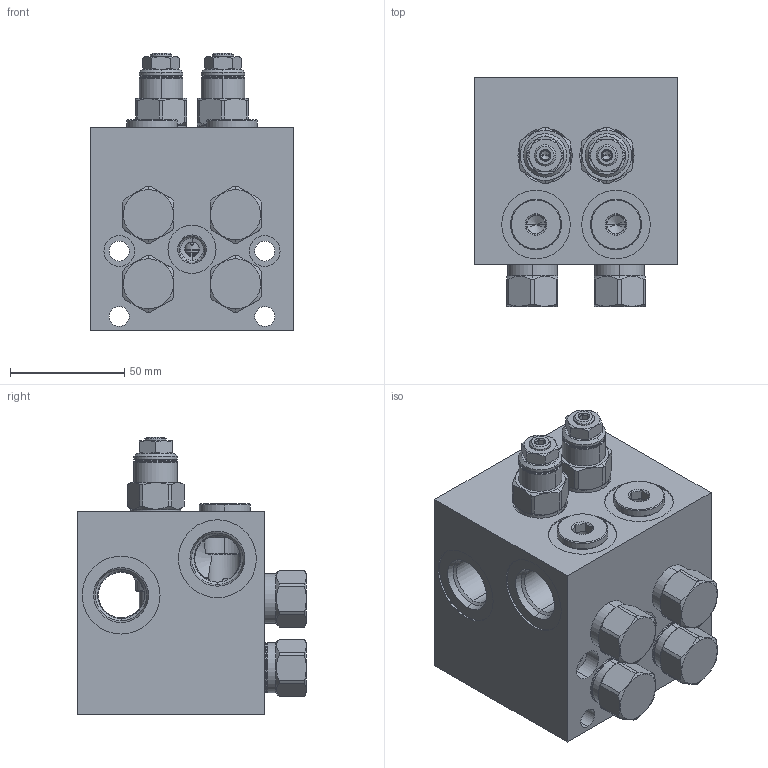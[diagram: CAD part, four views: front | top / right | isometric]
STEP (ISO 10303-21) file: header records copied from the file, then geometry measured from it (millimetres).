
FILE_DESCRIPTION((''),'2;1');
FILE_NAME('YCCKLHNAK_ASM','2024-05-29T',('ProEService'),(''),'PRO/ENGINEER BY PARAMETRIC TECHNOLOGY CORPORATION, 2014200','PRO/ENGINEER BY PARAMETRIC TECHNOLOGY CORPORATION, 2014200','');
FILE_SCHEMA(('CONFIG_CONTROL_DESIGN'));
Length unit declared in the file: inch
Products named in the file (8): 151-411-004; A330-006-004; CSZNXXN; CXCDXAN; CXDAXAN; A330-006-008; CBCALHN; YCCKLHNAK_ASM
Assembly tree (11 placements, depth 2):
  YCCKLHNAK_ASM
    151-411-004
    A330-006-004
    CSZNXXN
    CXCDXAN  x2
    CXDAXAN  x2
    A330-006-008  x2
    CBCALHN  x2
Bounding box: 88.9 x 100.03 x 121.44 mm (x, y, z)
Volume: 586301.6 mm3; surface area: 130180.8 mm2
Topology: 24 solids, 33 shells, 2000 faces, 5440 edges, 3820 vertices
Faces by surface type: cylinder 814, cone 427, plane 411, torus 254, revolution 56, bspline 36, sphere 2
Entity records: 49356 total; most frequent: CARTESIAN_POINT 16879, DIRECTION 6938, ORIENTED_EDGE 6076, EDGE_CURVE 3038, AXIS2_PLACEMENT_3D 2706, VERTEX_POINT 1866, VECTOR 1494, LINE 1494
